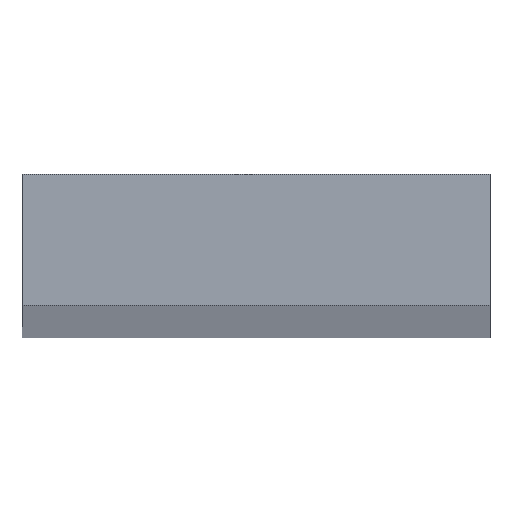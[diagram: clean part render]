
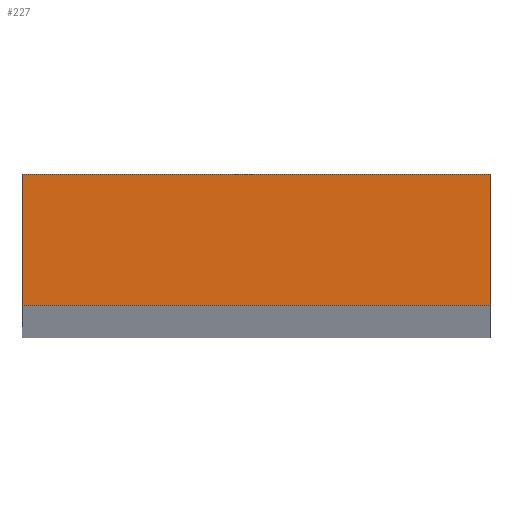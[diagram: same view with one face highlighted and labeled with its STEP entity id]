
A CAD part, top view. The second image highlights one B-rep face of the part: STEP entity #227.
In plain terms, the highlighted planar face has unit normal (0, 0, 1).
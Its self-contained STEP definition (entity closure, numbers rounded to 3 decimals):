
#10 = AXIS2_PLACEMENT_3D ( 'NONE', #123, #124, #125 ) ;
#11 = VECTOR ( 'NONE', #85, 1000. ) ;
#16 = VECTOR ( 'NONE', #132, 1000. ) ;
#18 = FACE_OUTER_BOUND ( 'NONE', #42, .T. ) ;
#28 = VECTOR ( 'NONE', #128, 1000. ) ;
#31 = VECTOR ( 'NONE', #135, 1000. ) ;
#34 = VERTEX_POINT ( 'NONE', #72 ) ;
#36 = VERTEX_POINT ( 'NONE', #74 ) ;
#37 = VERTEX_POINT ( 'NONE', #75 ) ;
#38 = VERTEX_POINT ( 'NONE', #76 ) ;
#42 = EDGE_LOOP ( 'NONE', ( #68, #65, #61, #63 ) ) ;
#61 = ORIENTED_EDGE ( 'NONE', *, *, #209, .T. ) ;
#63 = ORIENTED_EDGE ( 'NONE', *, *, #229, .T. ) ;
#65 = ORIENTED_EDGE ( 'NONE', *, *, #231, .T. ) ;
#68 = ORIENTED_EDGE ( 'NONE', *, *, #228, .T. ) ;
#72 = CARTESIAN_POINT ( 'NONE',  ( -12.5, -3.5, 500. ) ) ;
#74 = CARTESIAN_POINT ( 'NONE',  ( -12.5, 3.5, 500. ) ) ;
#75 = CARTESIAN_POINT ( 'NONE',  ( 12.5, -3.5, 500. ) ) ;
#76 = CARTESIAN_POINT ( 'NONE',  ( 12.5, 3.5, 500. ) ) ;
#83 = LINE ( 'NONE', #84, #11 ) ;
#84 = CARTESIAN_POINT ( 'NONE',  ( 12.5, 3.5, 500. ) ) ;
#85 = DIRECTION ( 'NONE',  ( 0., 1., 0. ) ) ;
#110 = PLANE ( 'NONE',  #10 ) ;
#123 = CARTESIAN_POINT ( 'NONE',  ( 0., 0., 500. ) ) ;
#124 = DIRECTION ( 'NONE',  ( 0., 0., 1. ) ) ;
#125 = DIRECTION ( 'NONE',  ( 1., 0., 0. ) ) ;
#126 = LINE ( 'NONE', #127, #28 ) ;
#127 = CARTESIAN_POINT ( 'NONE',  ( -12.5, 3.5, 500. ) ) ;
#128 = DIRECTION ( 'NONE',  ( 0., -1., 0. ) ) ;
#130 = LINE ( 'NONE', #131, #16 ) ;
#131 = CARTESIAN_POINT ( 'NONE',  ( -12.5, 3.5, 500. ) ) ;
#132 = DIRECTION ( 'NONE',  ( -1., 0., 0. ) ) ;
#133 = LINE ( 'NONE', #134, #31 ) ;
#134 = CARTESIAN_POINT ( 'NONE',  ( -12.5, -3.5, 500. ) ) ;
#135 = DIRECTION ( 'NONE',  ( 1., 0., 0. ) ) ;
#209 = EDGE_CURVE ( 'NONE', #37, #38, #83, .T. ) ;
#227 = ADVANCED_FACE ( 'NONE', ( #18 ), #110, .T. ) ;
#228 = EDGE_CURVE ( 'NONE', #36, #34, #126, .T. ) ;
#229 = EDGE_CURVE ( 'NONE', #38, #36, #130, .T. ) ;
#231 = EDGE_CURVE ( 'NONE', #34, #37, #133, .T. ) ;
